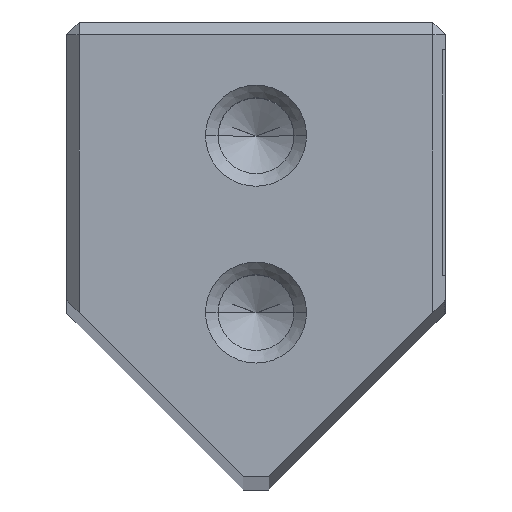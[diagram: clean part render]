
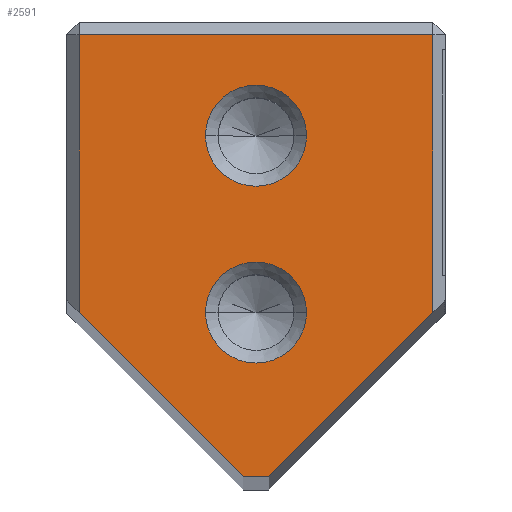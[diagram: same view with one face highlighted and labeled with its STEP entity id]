
A CAD part, top view. The second image highlights one B-rep face of the part: STEP entity #2591.
In plain terms, the highlighted planar face has unit normal (0, 0, 1).
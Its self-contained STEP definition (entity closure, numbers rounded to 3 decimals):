
#2591=ADVANCED_FACE('',(#3503,#3504,#3505),#2936,.T.);
#2936=PLANE('',#9272);
#3179=CIRCLE('',#9149,2.);
#3181=CIRCLE('',#9152,2.);
#3258=CIRCLE('',#9270,2.);
#3259=CIRCLE('',#9271,2.);
#3503=FACE_BOUND('',#3615,.T.);
#3504=FACE_BOUND('',#3616,.T.);
#3505=FACE_BOUND('',#3617,.T.);
#3615=EDGE_LOOP('',(#4487,#4488));
#3616=EDGE_LOOP('',(#4489,#4490));
#3617=EDGE_LOOP('',(#4491,#4492,#4493,#4494,#4495,#4496));
#4487=ORIENTED_EDGE('',*,*,#6959,.T.);
#4488=ORIENTED_EDGE('',*,*,#7122,.T.);
#4489=ORIENTED_EDGE('',*,*,#6955,.T.);
#4490=ORIENTED_EDGE('',*,*,#7123,.T.);
#4491=ORIENTED_EDGE('',*,*,#7101,.T.);
#4492=ORIENTED_EDGE('',*,*,#7124,.T.);
#4493=ORIENTED_EDGE('',*,*,#7125,.T.);
#4494=ORIENTED_EDGE('',*,*,#7126,.T.);
#4495=ORIENTED_EDGE('',*,*,#7107,.T.);
#4496=ORIENTED_EDGE('',*,*,#7103,.T.);
#6279=VERTEX_POINT('',#11886);
#6280=VERTEX_POINT('',#11888);
#6283=VERTEX_POINT('',#11895);
#6284=VERTEX_POINT('',#11897);
#6381=VERTEX_POINT('',#12189);
#6382=VERTEX_POINT('',#12191);
#6383=VERTEX_POINT('',#12195);
#6386=VERTEX_POINT('',#12203);
#6393=VERTEX_POINT('',#12230);
#6394=VERTEX_POINT('',#12232);
#6955=EDGE_CURVE('',#6280,#6279,#3179,.T.);
#6959=EDGE_CURVE('',#6284,#6283,#3181,.T.);
#7101=EDGE_CURVE('',#6382,#6381,#7941,.T.);
#7103=EDGE_CURVE('',#6383,#6382,#7943,.T.);
#7107=EDGE_CURVE('',#6386,#6383,#7947,.T.);
#7122=EDGE_CURVE('',#6283,#6284,#3258,.T.);
#7123=EDGE_CURVE('',#6279,#6280,#3259,.T.);
#7124=EDGE_CURVE('',#6381,#6393,#7956,.T.);
#7125=EDGE_CURVE('',#6393,#6394,#7957,.T.);
#7126=EDGE_CURVE('',#6394,#6386,#7958,.T.);
#7941=LINE('',#12190,#8649);
#7943=LINE('',#12194,#8651);
#7947=LINE('',#12202,#8655);
#7956=LINE('',#12229,#8664);
#7957=LINE('',#12231,#8665);
#7958=LINE('',#12233,#8666);
#8649=VECTOR('',#10067,1.);
#8651=VECTOR('',#10071,1.);
#8655=VECTOR('',#10077,1.);
#8664=VECTOR('',#10108,1.);
#8665=VECTOR('',#10109,1.);
#8666=VECTOR('',#10110,1.);
#9149=AXIS2_PLACEMENT_3D('',#11887,#9780,#9781);
#9152=AXIS2_PLACEMENT_3D('',#11896,#9788,#9789);
#9270=AXIS2_PLACEMENT_3D('',#12227,#10104,#10105);
#9271=AXIS2_PLACEMENT_3D('',#12228,#10106,#10107);
#9272=AXIS2_PLACEMENT_3D('',#12234,#10111,#10112);
#9780=DIRECTION('',(0.,0.,-1.));
#9781=DIRECTION('',(1.,0.,0.));
#9788=DIRECTION('',(0.,0.,-1.));
#9789=DIRECTION('',(1.,0.,0.));
#10067=DIRECTION('',(0.707,0.707,0.));
#10071=DIRECTION('',(1.,0.,0.));
#10077=DIRECTION('',(0.707,-0.707,0.));
#10104=DIRECTION('',(0.,0.,-1.));
#10105=DIRECTION('',(1.,0.,0.));
#10106=DIRECTION('',(0.,0.,-1.));
#10107=DIRECTION('',(1.,0.,0.));
#10108=DIRECTION('',(0.,1.,0.));
#10109=DIRECTION('',(-1.,0.,0.));
#10110=DIRECTION('',(0.,-1.,0.));
#10111=DIRECTION('',(0.,0.,1.));
#10112=DIRECTION('',(1.,0.,0.));
#11886=CARTESIAN_POINT('',(-2.,26.5,0.));
#11887=CARTESIAN_POINT('',(0.,26.5,0.));
#11888=CARTESIAN_POINT('',(2.,26.5,0.));
#11895=CARTESIAN_POINT('',(-2.,19.5,0.));
#11896=CARTESIAN_POINT('',(0.,19.5,0.));
#11897=CARTESIAN_POINT('',(2.,19.5,0.));
#12189=CARTESIAN_POINT('',(7.,19.5,0.));
#12190=CARTESIAN_POINT('',(0.5,13.,0.));
#12191=CARTESIAN_POINT('',(0.5,13.,0.));
#12194=CARTESIAN_POINT('',(-0.5,13.,0.));
#12195=CARTESIAN_POINT('',(-0.5,13.,0.));
#12202=CARTESIAN_POINT('',(-0.5,13.,0.));
#12203=CARTESIAN_POINT('',(-7.,19.5,0.));
#12227=CARTESIAN_POINT('',(0.,19.5,0.));
#12228=CARTESIAN_POINT('',(0.,26.5,0.));
#12229=CARTESIAN_POINT('',(7.,12.5,0.));
#12230=CARTESIAN_POINT('',(7.,30.5,0.));
#12231=CARTESIAN_POINT('',(0.,30.5,0.));
#12232=CARTESIAN_POINT('',(-7.,30.5,0.));
#12233=CARTESIAN_POINT('',(-7.,12.5,0.));
#12234=CARTESIAN_POINT('',(0.,12.5,0.));
